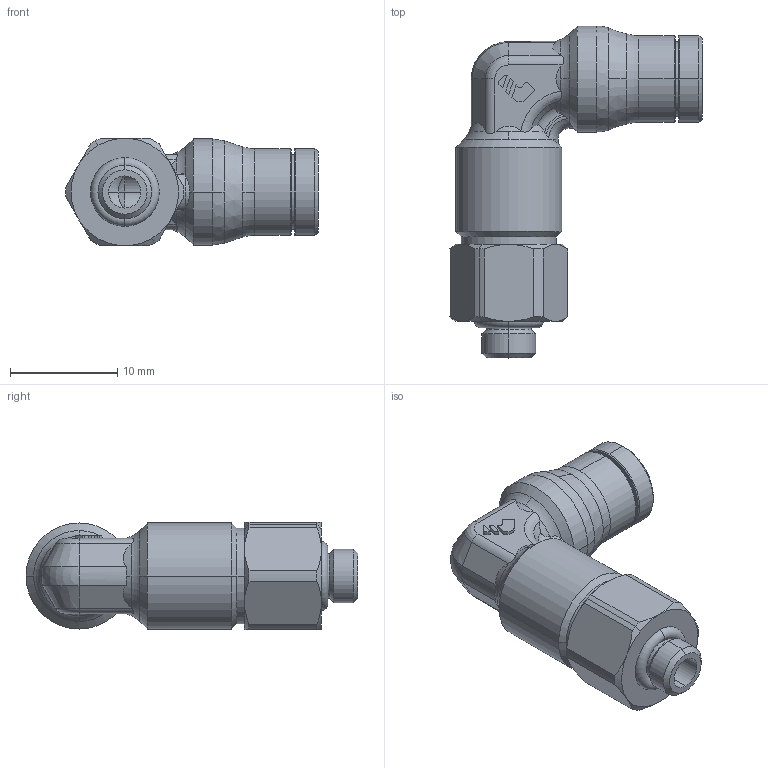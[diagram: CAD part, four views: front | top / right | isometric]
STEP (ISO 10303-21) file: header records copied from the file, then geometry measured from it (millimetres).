
FILE_DESCRIPTION(('STEP AP214'),'1');
FILE_NAME('3669_04_19.stp','2016-07-07T14:20:33',('TraceParts'),('TraceParts S.A.'),'Spatial InterOp 3D',' ',' ');
FILE_SCHEMA(('automotive_design'));
Length unit declared in the file: millimetre
Products named in the file (1): 1
Bounding box: 23.5 x 30.9 x 10 mm (x, y, z)
Volume: 2131.9 mm3; surface area: 1888.3 mm2
Topology: 1 solids, 1 shells, 166 faces, 421 edges, 266 vertices
Faces by surface type: cone 52, cylinder 48, plane 41, torus 24, sphere 1
Entity records: 5384 total; most frequent: CARTESIAN_POINT 1417, DIRECTION 853, ORIENTED_EDGE 840, EDGE_CURVE 420, AXIS2_PLACEMENT_3D 360, VERTEX_POINT 266, CIRCLE 191, EDGE_LOOP 178
